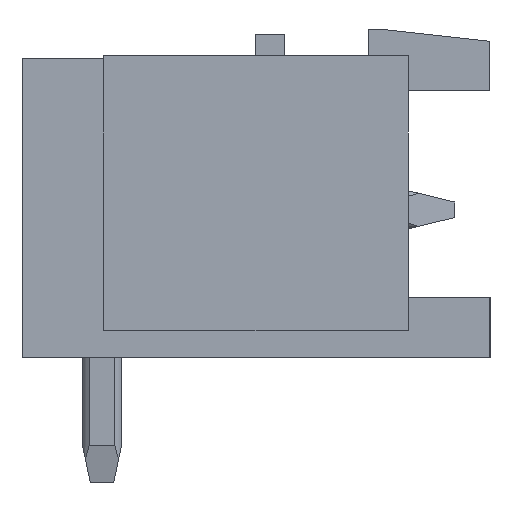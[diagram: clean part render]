
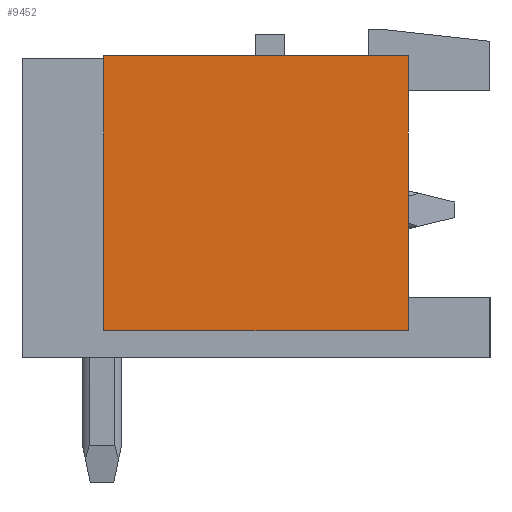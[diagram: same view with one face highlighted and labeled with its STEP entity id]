
A CAD part, left-side view. The second image highlights one B-rep face of the part: STEP entity #9452.
In plain terms, the highlighted planar face has unit normal (-1, 0, 0).
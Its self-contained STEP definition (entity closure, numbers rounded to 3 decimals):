
#9416=AXIS2_PLACEMENT_3D('Plane Axis2P3D',#9413,#9414,#9415) ;
#9413=CARTESIAN_POINT('Axis2P3D Location',(0.,2.1,0.)) ;
#9418=CARTESIAN_POINT('Line Origine',(0.,9.9,7.425)) ;
#9422=CARTESIAN_POINT('Vertex',(0.,9.9,3.9)) ;
#9424=CARTESIAN_POINT('Vertex',(0.,9.9,10.95)) ;
#9427=CARTESIAN_POINT('Line Origine',(0.,6.,3.9)) ;
#9431=CARTESIAN_POINT('Vertex',(0.,2.1,3.9)) ;
#9434=CARTESIAN_POINT('Line Origine',(0.,2.1,7.425)) ;
#9438=CARTESIAN_POINT('Vertex',(0.,2.1,10.95)) ;
#9441=CARTESIAN_POINT('Line Origine',(0.,6.,10.95)) ;
#9414=DIRECTION('Axis2P3D Direction',(1.,0.,0.)) ;
#9415=DIRECTION('Axis2P3D XDirection',(0.,1.,0.)) ;
#9419=DIRECTION('Vector Direction',(0.,0.,1.)) ;
#9428=DIRECTION('Vector Direction',(0.,1.,0.)) ;
#9435=DIRECTION('Vector Direction',(0.,0.,1.)) ;
#9442=DIRECTION('Vector Direction',(0.,1.,0.)) ;
#9420=VECTOR('Line Direction',#9419,1.) ;
#9429=VECTOR('Line Direction',#9428,1.) ;
#9436=VECTOR('Line Direction',#9435,1.) ;
#9443=VECTOR('Line Direction',#9442,1.) ;
#9447=ORIENTED_EDGE('',*,*,#9426,.F.) ;
#9448=ORIENTED_EDGE('',*,*,#9433,.T.) ;
#9449=ORIENTED_EDGE('',*,*,#9440,.T.) ;
#9450=ORIENTED_EDGE('',*,*,#9445,.F.) ;
#9452=ADVANCED_FACE('Housing',(#9451),#9417,.F.) ;
#9426=EDGE_CURVE('',#9423,#9425,#9421,.T.) ;
#9433=EDGE_CURVE('',#9423,#9432,#9430,.F.) ;
#9440=EDGE_CURVE('',#9432,#9439,#9437,.T.) ;
#9445=EDGE_CURVE('',#9425,#9439,#9444,.F.) ;
#9446=EDGE_LOOP('',(#9447,#9448,#9449,#9450)) ;
#9451=FACE_OUTER_BOUND('',#9446,.T.) ;
#9421=LINE('Line',#9418,#9420) ;
#9430=LINE('Line',#9427,#9429) ;
#9437=LINE('Line',#9434,#9436) ;
#9444=LINE('Line',#9441,#9443) ;
#9417=PLANE('',#9416) ;
#9423=VERTEX_POINT('',#9422) ;
#9425=VERTEX_POINT('',#9424) ;
#9432=VERTEX_POINT('',#9431) ;
#9439=VERTEX_POINT('',#9438) ;
